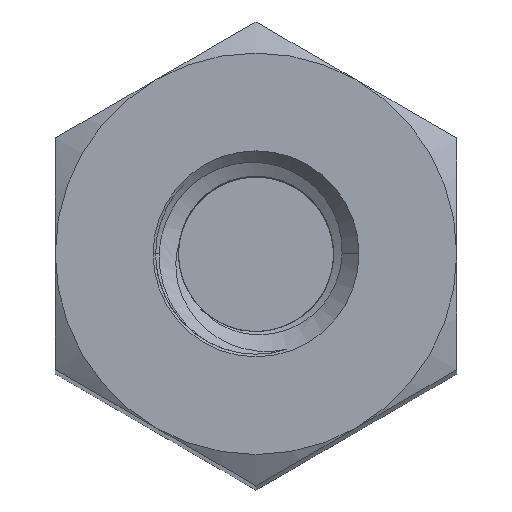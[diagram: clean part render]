
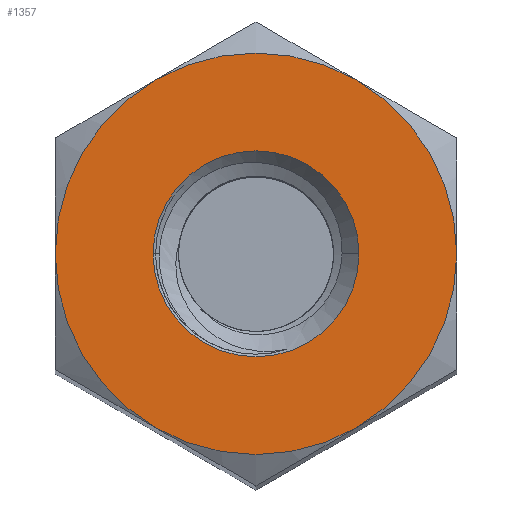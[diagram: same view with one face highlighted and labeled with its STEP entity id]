
A CAD part, top view. The second image highlights one B-rep face of the part: STEP entity #1357.
In plain terms, the highlighted face is planar.
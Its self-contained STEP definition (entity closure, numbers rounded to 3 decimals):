
#19=PLANE('',#1450);
#36=FACE_BOUND('',#268,.T.);
#189=FACE_OUTER_BOUND('',#267,.T.);
#267=EDGE_LOOP('',(#1184,#1185,#1186,#1187,#1188,#1189));
#268=EDGE_LOOP('',(#1190,#1191));
#292=CIRCLE('',#1396,2.051);
#294=CIRCLE('',#1399,2.051);
#298=CIRCLE('',#1451,4.);
#299=CIRCLE('',#1452,4.);
#300=CIRCLE('',#1453,4.);
#301=CIRCLE('',#1454,4.);
#302=CIRCLE('',#1455,4.);
#303=CIRCLE('',#1456,4.);
#511=VERTEX_POINT('',#1759);
#512=VERTEX_POINT('',#1761);
#624=VERTEX_POINT('',#17585);
#625=VERTEX_POINT('',#17586);
#626=VERTEX_POINT('',#17588);
#627=VERTEX_POINT('',#17590);
#628=VERTEX_POINT('',#17592);
#629=VERTEX_POINT('',#17594);
#650=EDGE_CURVE('',#511,#512,#292,.T.);
#659=EDGE_CURVE('',#512,#511,#294,.T.);
#819=EDGE_CURVE('',#624,#625,#298,.T.);
#820=EDGE_CURVE('',#625,#626,#299,.T.);
#821=EDGE_CURVE('',#626,#627,#300,.T.);
#822=EDGE_CURVE('',#627,#628,#301,.T.);
#823=EDGE_CURVE('',#628,#629,#302,.T.);
#824=EDGE_CURVE('',#629,#624,#303,.T.);
#1184=ORIENTED_EDGE('',*,*,#819,.T.);
#1185=ORIENTED_EDGE('',*,*,#820,.T.);
#1186=ORIENTED_EDGE('',*,*,#821,.T.);
#1187=ORIENTED_EDGE('',*,*,#822,.T.);
#1188=ORIENTED_EDGE('',*,*,#823,.T.);
#1189=ORIENTED_EDGE('',*,*,#824,.T.);
#1190=ORIENTED_EDGE('',*,*,#659,.F.);
#1191=ORIENTED_EDGE('',*,*,#650,.F.);
#1357=ADVANCED_FACE('',(#189,#36),#19,.F.);
#1396=AXIS2_PLACEMENT_3D('',#1762,#1493,#1494);
#1399=AXIS2_PLACEMENT_3D('',#1834,#1501,#1502);
#1450=AXIS2_PLACEMENT_3D('',#17584,#1648,#1649);
#1451=AXIS2_PLACEMENT_3D('',#17587,#1650,#1651);
#1452=AXIS2_PLACEMENT_3D('',#17589,#1652,#1653);
#1453=AXIS2_PLACEMENT_3D('',#17591,#1654,#1655);
#1454=AXIS2_PLACEMENT_3D('',#17593,#1656,#1657);
#1455=AXIS2_PLACEMENT_3D('',#17595,#1658,#1659);
#1456=AXIS2_PLACEMENT_3D('',#17596,#1660,#1661);
#1493=DIRECTION('center_axis',(0.,0.,-1.));
#1494=DIRECTION('ref_axis',(-1.,0.,0.));
#1501=DIRECTION('center_axis',(0.,0.,-1.));
#1502=DIRECTION('ref_axis',(-1.,0.,0.));
#1648=DIRECTION('center_axis',(0.,0.,1.));
#1649=DIRECTION('ref_axis',(1.,0.,0.));
#1650=DIRECTION('center_axis',(0.,0.,-1.));
#1651=DIRECTION('ref_axis',(-1.,0.,0.));
#1652=DIRECTION('center_axis',(0.,0.,-1.));
#1653=DIRECTION('ref_axis',(-1.,0.,0.));
#1654=DIRECTION('center_axis',(0.,0.,-1.));
#1655=DIRECTION('ref_axis',(-1.,0.,0.));
#1656=DIRECTION('center_axis',(0.,0.,-1.));
#1657=DIRECTION('ref_axis',(-1.,0.,0.));
#1658=DIRECTION('center_axis',(0.,0.,-1.));
#1659=DIRECTION('ref_axis',(-1.,0.,0.));
#1660=DIRECTION('center_axis',(0.,0.,-1.));
#1661=DIRECTION('ref_axis',(-1.,0.,0.));
#1759=CARTESIAN_POINT('',(2.051,0.,-25.));
#1761=CARTESIAN_POINT('',(-2.051,0.,-25.));
#1762=CARTESIAN_POINT('Origin',(0.,0.,-25.));
#1834=CARTESIAN_POINT('Origin',(0.,0.,-25.));
#17584=CARTESIAN_POINT('Origin',(0.,4.619,-25.));
#17585=CARTESIAN_POINT('',(2.,3.464,-25.));
#17586=CARTESIAN_POINT('',(4.,0.,-25.));
#17587=CARTESIAN_POINT('Origin',(0.,0.,-25.));
#17588=CARTESIAN_POINT('',(2.,-3.464,-25.));
#17589=CARTESIAN_POINT('Origin',(0.,0.,-25.));
#17590=CARTESIAN_POINT('',(-2.,-3.464,-25.));
#17591=CARTESIAN_POINT('Origin',(0.,0.,-25.));
#17592=CARTESIAN_POINT('',(-4.,0.,-25.));
#17593=CARTESIAN_POINT('Origin',(0.,0.,-25.));
#17594=CARTESIAN_POINT('',(-2.,3.464,-25.));
#17595=CARTESIAN_POINT('Origin',(0.,0.,-25.));
#17596=CARTESIAN_POINT('Origin',(0.,0.,-25.));
